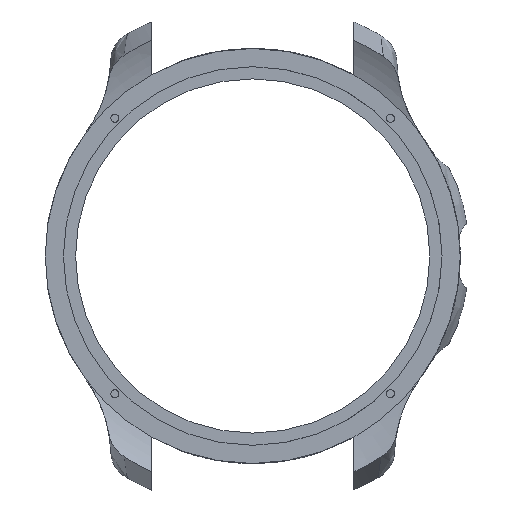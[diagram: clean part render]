
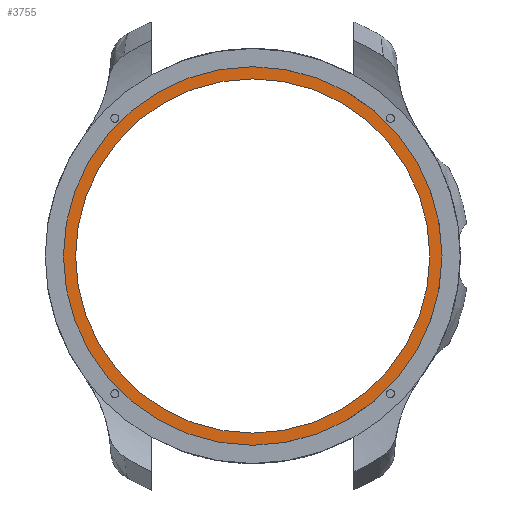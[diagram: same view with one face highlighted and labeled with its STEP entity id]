
A CAD part, front view. The second image highlights one B-rep face of the part: STEP entity #3755.
In plain terms, the highlighted planar face has unit normal (0, -1, 0).
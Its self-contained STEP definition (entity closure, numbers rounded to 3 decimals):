
#16 = CARTESIAN_POINT ( 'NONE',  ( 0., 5.2, 0. ) ) ;
#539 = CARTESIAN_POINT ( 'NONE',  ( 0., 5.2, -18.7 ) ) ;
#562 = CARTESIAN_POINT ( 'NONE',  ( 0., 5.2, 0. ) ) ;
#771 = ORIENTED_EDGE ( 'NONE', *, *, #2444, .F. ) ;
#833 = VERTEX_POINT ( 'NONE', #539 ) ;
#848 = CARTESIAN_POINT ( 'NONE',  ( 0., 5.2, 0. ) ) ;
#1153 = CIRCLE ( 'NONE', #4221, 17.5 ) ;
#1223 = DIRECTION ( 'NONE',  ( 0., 0., -1. ) ) ;
#1327 = EDGE_CURVE ( 'NONE', #833, #2423, #4158, .T. ) ;
#1729 = PLANE ( 'NONE',  #3043 ) ;
#1767 = AXIS2_PLACEMENT_3D ( 'NONE', #16, #2352, #1223 ) ;
#1889 = AXIS2_PLACEMENT_3D ( 'NONE', #4033, #3241, #2865 ) ;
#1921 = EDGE_CURVE ( 'NONE', #4479, #3328, #3292, .T. ) ;
#2046 = ORIENTED_EDGE ( 'NONE', *, *, #1327, .T. ) ;
#2121 = ORIENTED_EDGE ( 'NONE', *, *, #1921, .F. ) ;
#2145 = CARTESIAN_POINT ( 'NONE',  ( 0., 5.2, 0. ) ) ;
#2352 = DIRECTION ( 'NONE',  ( 0., -1., 0. ) ) ;
#2383 = DIRECTION ( 'NONE',  ( 0., -1., 0. ) ) ;
#2423 = VERTEX_POINT ( 'NONE', #3276 ) ;
#2444 = EDGE_CURVE ( 'NONE', #3328, #4479, #1153, .T. ) ;
#2485 = FACE_BOUND ( 'NONE', #2547, .T. ) ;
#2547 = EDGE_LOOP ( 'NONE', ( #771, #2121 ) ) ;
#2865 = DIRECTION ( 'NONE',  ( 0., 0., -1. ) ) ;
#2928 = DIRECTION ( 'NONE',  ( 0., 0., -1. ) ) ;
#3043 = AXIS2_PLACEMENT_3D ( 'NONE', #562, #3266, #3290 ) ;
#3241 = DIRECTION ( 'NONE',  ( 0., -1., 0. ) ) ;
#3266 = DIRECTION ( 'NONE',  ( 0., 1., 0. ) ) ;
#3276 = CARTESIAN_POINT ( 'NONE',  ( 0., 5.2, 18.7 ) ) ;
#3290 = DIRECTION ( 'NONE',  ( 0., 0., 1. ) ) ;
#3292 = CIRCLE ( 'NONE', #4760, 17.5 ) ;
#3299 = CIRCLE ( 'NONE', #1767, 18.7 ) ;
#3328 = VERTEX_POINT ( 'NONE', #4942 ) ;
#3520 = DIRECTION ( 'NONE',  ( 0., 0., -1. ) ) ;
#3532 = CARTESIAN_POINT ( 'NONE',  ( 0., 5.2, 17.5 ) ) ;
#3684 = DIRECTION ( 'NONE',  ( 0., -1., 0. ) ) ;
#3755 = ADVANCED_FACE ( 'NONE', ( #2485, #4035 ), #1729, .F. ) ;
#4017 = EDGE_CURVE ( 'NONE', #2423, #833, #3299, .T. ) ;
#4033 = CARTESIAN_POINT ( 'NONE',  ( 0., 5.2, 0. ) ) ;
#4035 = FACE_OUTER_BOUND ( 'NONE', #4787, .T. ) ;
#4158 = CIRCLE ( 'NONE', #1889, 18.7 ) ;
#4168 = ORIENTED_EDGE ( 'NONE', *, *, #4017, .T. ) ;
#4221 = AXIS2_PLACEMENT_3D ( 'NONE', #2145, #3684, #2928 ) ;
#4479 = VERTEX_POINT ( 'NONE', #3532 ) ;
#4760 = AXIS2_PLACEMENT_3D ( 'NONE', #848, #2383, #3520 ) ;
#4787 = EDGE_LOOP ( 'NONE', ( #2046, #4168 ) ) ;
#4942 = CARTESIAN_POINT ( 'NONE',  ( 0., 5.2, -17.5 ) ) ;
